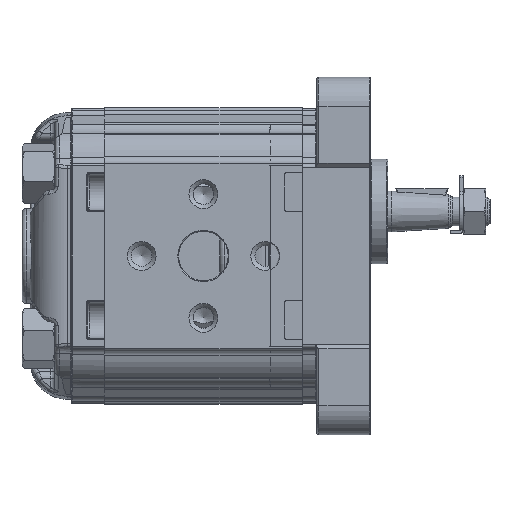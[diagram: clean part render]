
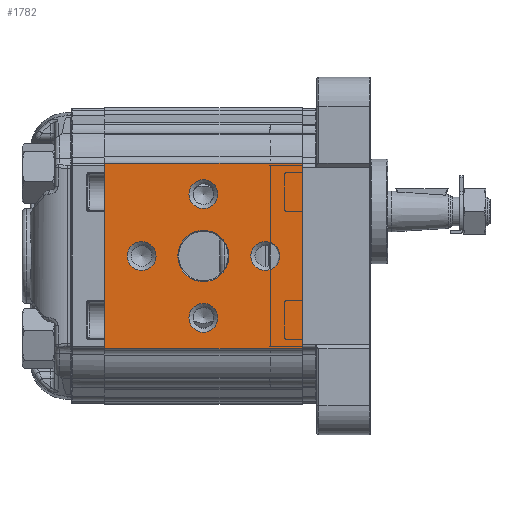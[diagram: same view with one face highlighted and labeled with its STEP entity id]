
A CAD part, left-side view. The second image highlights one B-rep face of the part: STEP entity #1782.
In plain terms, the highlighted planar face has unit normal (-1, 0, 0).
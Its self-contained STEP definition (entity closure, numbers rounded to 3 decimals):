
#1782 = ADVANCED_FACE( '', ( #4945, #4946, #4947, #4948, #4949, #4950 ), #4951, .T. );
#4945 = FACE_BOUND( '', #9953, .T. );
#4946 = FACE_BOUND( '', #9954, .T. );
#4947 = FACE_BOUND( '', #9955, .T. );
#4948 = FACE_BOUND( '', #9956, .T. );
#4949 = FACE_BOUND( '', #9957, .T. );
#4950 = FACE_OUTER_BOUND( '', #9958, .T. );
#4951 = PLANE( '', #9959 );
#9953 = EDGE_LOOP( '', ( #18202 ) );
#9954 = EDGE_LOOP( '', ( #18203 ) );
#9955 = EDGE_LOOP( '', ( #18204 ) );
#9956 = EDGE_LOOP( '', ( #18205 ) );
#9957 = EDGE_LOOP( '', ( #18206 ) );
#9958 = EDGE_LOOP( '', ( #18207, #18208, #18209, #18210 ) );
#9959 = AXIS2_PLACEMENT_3D( '', #18211, #18212, #18213 );
#18202 = ORIENTED_EDGE( '', *, *, #30656, .T. );
#18203 = ORIENTED_EDGE( '', *, *, #30657, .T. );
#18204 = ORIENTED_EDGE( '', *, *, #30618, .T. );
#18205 = ORIENTED_EDGE( '', *, *, #30658, .T. );
#18206 = ORIENTED_EDGE( '', *, *, #30659, .T. );
#18207 = ORIENTED_EDGE( '', *, *, #30660, .T. );
#18208 = ORIENTED_EDGE( '', *, *, #30661, .T. );
#18209 = ORIENTED_EDGE( '', *, *, #30662, .T. );
#18210 = ORIENTED_EDGE( '', *, *, #30663, .F. );
#18211 = CARTESIAN_POINT( '', ( -33., 127.15, 48.138 ) );
#18212 = DIRECTION( '', ( -1., 0., 0. ) );
#18213 = DIRECTION( '', ( 0., 0., 1. ) );
#30618 = EDGE_CURVE( '', #36132, #36132, #36133, .F. );
#30656 = EDGE_CURVE( '', #36197, #36197, #36198, .F. );
#30657 = EDGE_CURVE( '', #36199, #36199, #36200, .F. );
#30658 = EDGE_CURVE( '', #36201, #36201, #36202, .F. );
#30659 = EDGE_CURVE( '', #36203, #36203, #36204, .F. );
#30660 = EDGE_CURVE( '', #36205, #36206, #36207, .T. );
#30661 = EDGE_CURVE( '', #36206, #36208, #36209, .T. );
#30662 = EDGE_CURVE( '', #36208, #36210, #36211, .F. );
#30663 = EDGE_CURVE( '', #36205, #36210, #36212, .T. );
#36132 = VERTEX_POINT( '', #44627 );
#36133 = CIRCLE( '', #44628, 3.5 );
#36197 = VERTEX_POINT( '', #44708 );
#36198 = CIRCLE( '', #44709, 3.5 );
#36199 = VERTEX_POINT( '', #44710 );
#36200 = CIRCLE( '', #44711, 3.5 );
#36201 = VERTEX_POINT( '', #44712 );
#36202 = CIRCLE( '', #44713, 3.5 );
#36203 = VERTEX_POINT( '', #44714 );
#36204 = CIRCLE( '', #44715, 6.2 );
#36205 = VERTEX_POINT( '', #44716 );
#36206 = VERTEX_POINT( '', #44717 );
#36207 = LINE( '', #44718, #44719 );
#36208 = VERTEX_POINT( '', #44720 );
#36209 = LINE( '', #44721, #44722 );
#36210 = VERTEX_POINT( '', #44723 );
#36211 = LINE( '', #44724, #44725 );
#36212 = LINE( '', #44726, #44727 );
#44627 = CARTESIAN_POINT( '', ( -33., 24., 18.5 ) );
#44628 = AXIS2_PLACEMENT_3D( '', #58423, #58424, #58425 );
#44708 = CARTESIAN_POINT( '', ( -33., 24., -11.5 ) );
#44709 = AXIS2_PLACEMENT_3D( '', #58485, #58486, #58487 );
#44710 = CARTESIAN_POINT( '', ( -33., 9., 3.5 ) );
#44711 = AXIS2_PLACEMENT_3D( '', #58488, #58489, #58490 );
#44712 = CARTESIAN_POINT( '', ( -33., 39., 3.5 ) );
#44713 = AXIS2_PLACEMENT_3D( '', #58491, #58492, #58493 );
#44714 = CARTESIAN_POINT( '', ( -33., 24., 6.2 ) );
#44715 = AXIS2_PLACEMENT_3D( '', #58494, #58495, #58496 );
#44716 = CARTESIAN_POINT( '', ( -33., 48., -22.5 ) );
#44717 = CARTESIAN_POINT( '', ( -33., 0., -22.5 ) );
#44718 = CARTESIAN_POINT( '', ( -33., 48., -22.5 ) );
#44719 = VECTOR( '', #58497, 1000. );
#44720 = CARTESIAN_POINT( '', ( -33., 0., 22.5 ) );
#44721 = CARTESIAN_POINT( '', ( -33., 0., -21.711 ) );
#44722 = VECTOR( '', #58498, 1000. );
#44723 = CARTESIAN_POINT( '', ( -33., 48., 22.5 ) );
#44724 = CARTESIAN_POINT( '', ( -33., 48., 22.5 ) );
#44725 = VECTOR( '', #58499, 1000. );
#44726 = CARTESIAN_POINT( '', ( -33., 48., -21.711 ) );
#44727 = VECTOR( '', #58500, 1000. );
#58423 = CARTESIAN_POINT( '', ( -33., 24., 15. ) );
#58424 = DIRECTION( '', ( -1., 0., 0. ) );
#58425 = DIRECTION( '', ( 0., 0., 1. ) );
#58485 = CARTESIAN_POINT( '', ( -33., 24., -15. ) );
#58486 = DIRECTION( '', ( -1., 0., 0. ) );
#58487 = DIRECTION( '', ( 0., 0., 1. ) );
#58488 = CARTESIAN_POINT( '', ( -33., 9., 0. ) );
#58489 = DIRECTION( '', ( -1., 0., 0. ) );
#58490 = DIRECTION( '', ( 0., 0., 1. ) );
#58491 = CARTESIAN_POINT( '', ( -33., 39., 0. ) );
#58492 = DIRECTION( '', ( -1., 0., 0. ) );
#58493 = DIRECTION( '', ( 0., 0., 1. ) );
#58494 = CARTESIAN_POINT( '', ( -33., 24., 0. ) );
#58495 = DIRECTION( '', ( -1., 0., 0. ) );
#58496 = DIRECTION( '', ( 0., 0., 1. ) );
#58497 = DIRECTION( '', ( 0., -1., 0. ) );
#58498 = DIRECTION( '', ( 0., 0., 1. ) );
#58499 = DIRECTION( '', ( 0., -1., 0. ) );
#58500 = DIRECTION( '', ( 0., 0., 1. ) );
